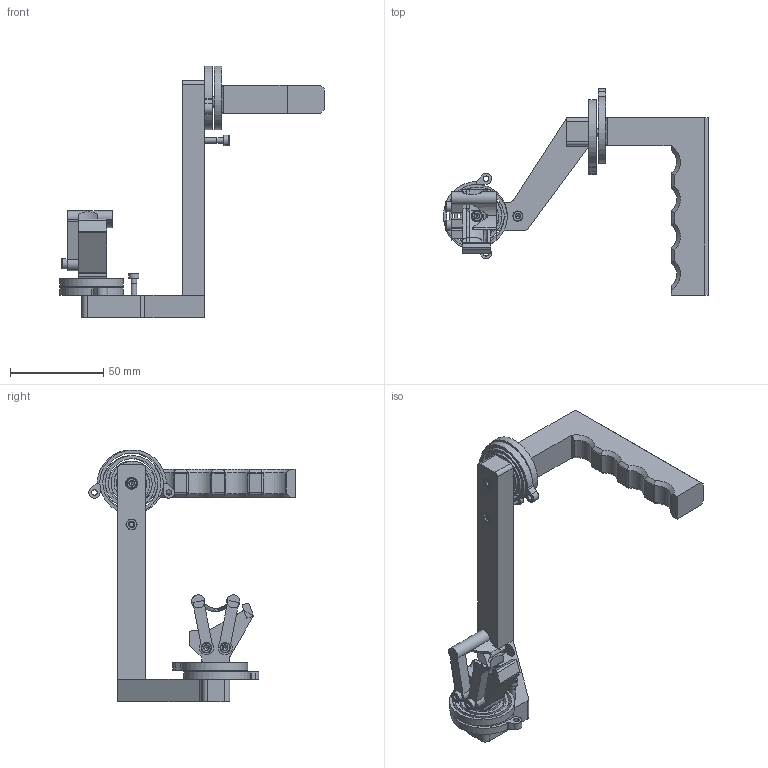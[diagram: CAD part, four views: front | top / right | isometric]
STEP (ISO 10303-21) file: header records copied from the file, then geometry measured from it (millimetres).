
FILE_DESCRIPTION(('FreeCAD Model'),'2;1');
FILE_NAME('Open CASCADE Shape Model','2021-11-30T17:17:54',(''),(''), 'Open CASCADE STEP processor 7.5','FreeCAD','Unknown');
FILE_SCHEMA(('AUTOMOTIVE_DESIGN { 1 0 10303 214 1 1 1 1 }'));
Length unit declared in the file: millimetre
Products named in the file (28): Model; Part; LCS_0; handle; LCS_Part_1; Body; LCS_Part_2; griperhole; claw_holes; spring_stopper; LCS_hull; M3x35-Screw; M3x22-Screw; M3x32-Screw; M3x21-Screw; M3-Nut
Assembly tree (37 placements, depth 3):
  Model
    Part
      LCS_0
      handle
      LCS_Part_1
    Part  x4
      LCS_0
      Body
    Part
      LCS_0
      Body
      LCS_Part_1
      LCS_Part_2
      griperhole
    Part
      LCS_0
      Body
      claw_holes
      spring_stopper
    Part
      LCS_0
      Body
      LCS_hull
    M3x35-Screw
    M3x22-Screw
    M3x32-Screw
    M3x21-Screw  x3
    M3-Nut  x6
Bounding box: 141.75 x 110.45 x 134.75 mm (x, y, z)
Volume: 86611.6 mm3; surface area: 45904.6 mm2
Topology: 19 solids, 20 shells, 641 faces, 1482 edges, 899 vertices
Faces by surface type: plane 310, cone 130, cylinder 121, bspline 60, revolution 12, sphere 6, torus 2
Full cylindrical faces by diameter (mm): 2.459 x6, 3 x20, 3.2 x7, 3.4 x2, 3.5 x1, 5.5 x6, 6.1 x1, 6.4 x1, 6.5 x1, 7 x2, 9 x1
Entity records: 32195 total; most frequent: CARTESIAN_POINT 14254, DIRECTION 3112, ORIENTED_EDGE 1780, PCURVE 1780, DEFINITIONAL_REPRESENTATION 1780, LINE 1622, VECTOR 1622, EDGE_CURVE 890
